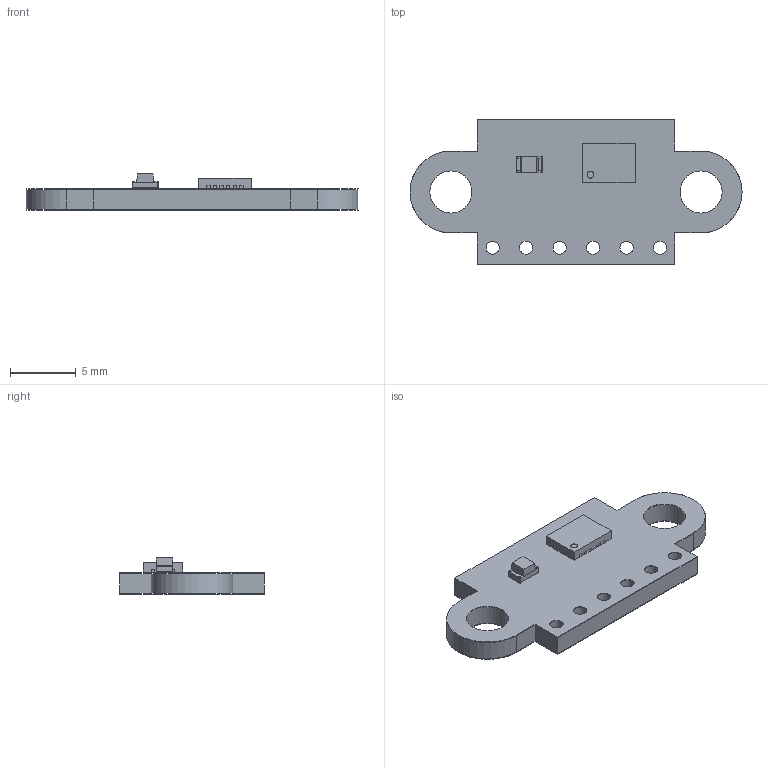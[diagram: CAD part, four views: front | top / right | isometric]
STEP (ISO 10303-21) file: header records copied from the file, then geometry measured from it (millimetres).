
FILE_DESCRIPTION(('KiCad electronic assembly'),'2;1');
FILE_NAME('AS7341.step','2025-04-25T15:07:38',('Pcbnew'),('Kicad'), 'Open CASCADE STEP processor 7.8','KiCad to STEP converter','Unknown' );
FILE_SCHEMA(('AUTOMOTIVE_DESIGN { 1 0 10303 214 1 1 1 1 }'));
Length unit declared in the file: millimetre
Products named in the file (5): AS7341 1; LED_0805_2012Metric; QFN-20-1EP_3x4mm_P0.5mm_EP1.65x2.65mm; AS7341_soldermask; AS7341_PCB
Assembly tree (4 placements, depth 2):
  AS7341 1
    LED_0805_2012Metric
    QFN-20-1EP_3x4mm_P0.5mm_EP1.65x2.65mm
    AS7341_soldermask
    AS7341_PCB
Bounding box: 25.2 x 11 x 2.75 mm (x, y, z)
Volume: 311.9 mm3; surface area: 1003.1 mm2
Topology: 3 solids, 5 shells, 208 faces, 631 edges, 434 vertices
Faces by surface type: plane 169, cylinder 39
Full cylindrical faces by diameter (mm): 0.5 x1, 1 x6, 3.2 x2
Entity records: 8492 total; most frequent: CARTESIAN_POINT 1278, ORIENTED_EDGE 1214, DIRECTION 1155, EDGE_CURVE 631, LINE 533, VECTOR 533, VERTEX_POINT 434, AXIS2_PLACEMENT_3D 311
